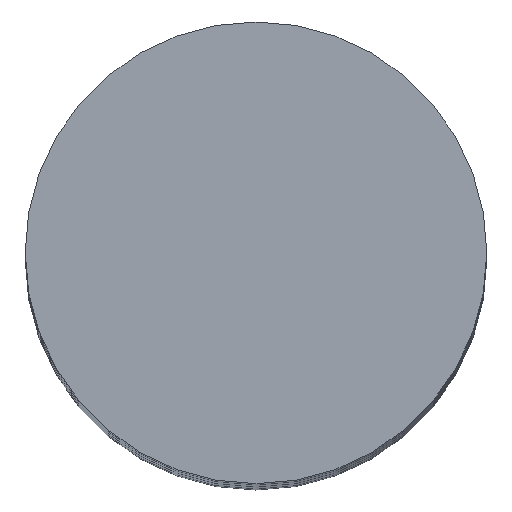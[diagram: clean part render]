
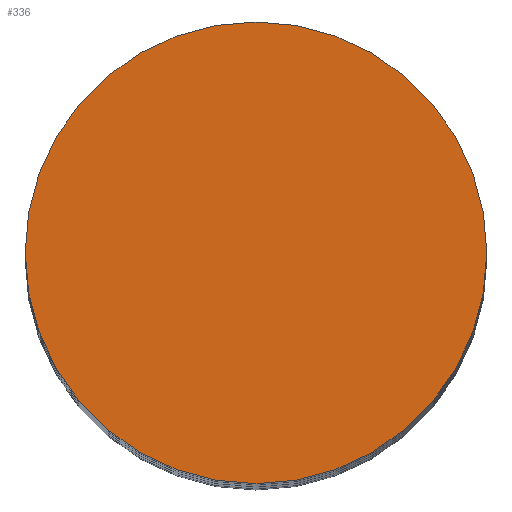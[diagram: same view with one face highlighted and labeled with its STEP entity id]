
A CAD part, top view. The second image highlights one B-rep face of the part: STEP entity #336.
In plain terms, the highlighted planar face has unit normal (0, 0, 1).
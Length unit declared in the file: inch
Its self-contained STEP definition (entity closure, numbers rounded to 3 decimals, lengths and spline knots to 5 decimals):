
#76 = DIRECTION ( 'NONE',  ( 1., 0., 0. ) ) ;
#83 = DIRECTION ( 'NONE',  ( 0., 0., 1. ) ) ;
#94 = ORIENTED_EDGE ( 'NONE', *, *, #189, .T. ) ;
#105 = AXIS2_PLACEMENT_3D ( 'NONE', #450, #568, #609 ) ;
#149 = CARTESIAN_POINT ( 'NONE',  ( 0.1575, 0., 0. ) ) ;
#153 = CIRCLE ( 'NONE', #554, 0.1575 ) ;
#176 = ORIENTED_EDGE ( 'NONE', *, *, #213, .T. ) ;
#189 = EDGE_CURVE ( 'NONE', #538, #529, #153, .T. ) ;
#213 = EDGE_CURVE ( 'NONE', #529, #538, #257, .T. ) ;
#234 = PLANE ( 'NONE',  #105 ) ;
#251 = CARTESIAN_POINT ( 'NONE',  ( -0.1575, 0., 0. ) ) ;
#257 = CIRCLE ( 'NONE', #569, 0.1575 ) ;
#268 = EDGE_LOOP ( 'NONE', ( #176, #94 ) ) ;
#336 = ADVANCED_FACE ( 'NONE', ( #506 ), #234, .T. ) ;
#341 = CARTESIAN_POINT ( 'NONE',  ( 0., 0., 0. ) ) ;
#405 = DIRECTION ( 'NONE',  ( 1., 0., 0. ) ) ;
#450 = CARTESIAN_POINT ( 'NONE',  ( 0., 0.1575, 0. ) ) ;
#506 = FACE_OUTER_BOUND ( 'NONE', #268, .T. ) ;
#509 = CARTESIAN_POINT ( 'NONE',  ( 0., 0., 0. ) ) ;
#529 = VERTEX_POINT ( 'NONE', #149 ) ;
#538 = VERTEX_POINT ( 'NONE', #251 ) ;
#554 = AXIS2_PLACEMENT_3D ( 'NONE', #341, #83, #405 ) ;
#568 = DIRECTION ( 'NONE',  ( 0., 0., 1. ) ) ;
#569 = AXIS2_PLACEMENT_3D ( 'NONE', #509, #655, #76 ) ;
#609 = DIRECTION ( 'NONE',  ( -1., 0., 0. ) ) ;
#655 = DIRECTION ( 'NONE',  ( 0., 0., 1. ) ) ;
